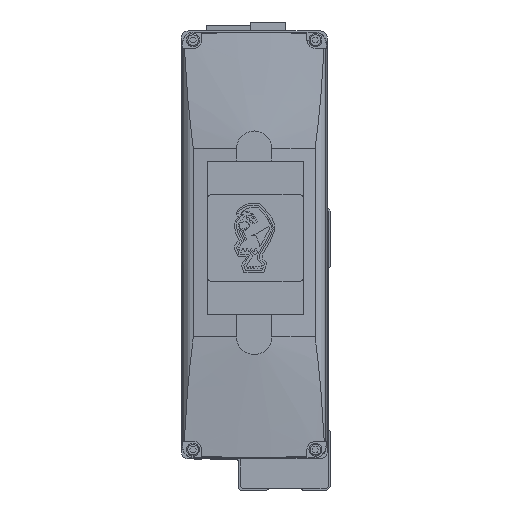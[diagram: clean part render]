
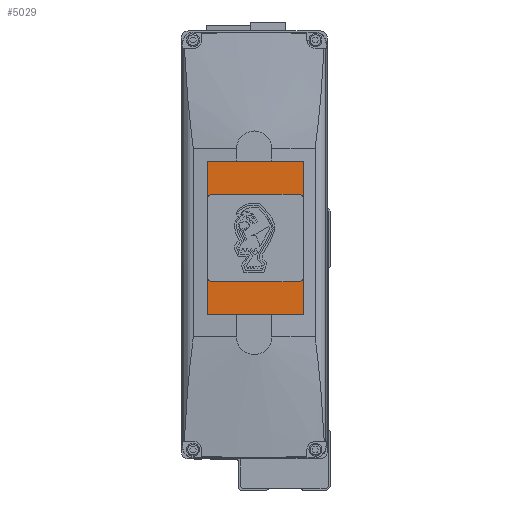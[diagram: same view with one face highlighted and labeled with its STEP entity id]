
A CAD part, left-side view. The second image highlights one B-rep face of the part: STEP entity #5029.
In plain terms, the highlighted planar face has unit normal (-1, 0, 0).
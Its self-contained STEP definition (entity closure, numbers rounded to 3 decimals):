
#2177 = CARTESIAN_POINT ( 'NONE',  ( -43., -21.024, 14.734 ) ) ;
#2392 = CARTESIAN_POINT ( 'NONE',  ( -43., -21.024, 14.734 ) ) ;
#2483 = CARTESIAN_POINT ( 'NONE',  ( -43., 19.976, 14.734 ) ) ;
#2885 = CARTESIAN_POINT ( 'NONE',  ( -43., 0., 0. ) ) ;
#3707 = CARTESIAN_POINT ( 'NONE',  ( -43., 19.976, 79.734 ) ) ;
#4896 = VERTEX_POINT ( 'NONE', #2392 ) ;
#5029 = ADVANCED_FACE ( 'NONE', ( #27532 ), #8383, .F. ) ;
#5453 = CARTESIAN_POINT ( 'NONE',  ( -43., -21.024, 79.734 ) ) ;
#5592 = DIRECTION ( 'NONE',  ( 0., 0., -1. ) ) ;
#6610 = EDGE_CURVE ( 'NONE', #11960, #4896, #21742, .T. ) ;
#8050 = LINE ( 'NONE', #27820, #19989 ) ;
#8383 = PLANE ( 'NONE',  #13196 ) ;
#8826 = EDGE_CURVE ( 'NONE', #4896, #20699, #21967, .T. ) ;
#11624 = CARTESIAN_POINT ( 'NONE',  ( -43., -21.024, 79.734 ) ) ;
#11960 = VERTEX_POINT ( 'NONE', #2483 ) ;
#12060 = DIRECTION ( 'NONE',  ( 0., 0., 1. ) ) ;
#13196 = AXIS2_PLACEMENT_3D ( 'NONE', #2885, #30275, #25086 ) ;
#13404 = ORIENTED_EDGE ( 'NONE', *, *, #20824, .T. ) ;
#14110 = DIRECTION ( 'NONE',  ( 0., -1., 0. ) ) ;
#14259 = VECTOR ( 'NONE', #14672, 1000. ) ;
#14427 = CARTESIAN_POINT ( 'NONE',  ( -43., -21.024, 14.734 ) ) ;
#14672 = DIRECTION ( 'NONE',  ( 0., 1., 0. ) ) ;
#16060 = ORIENTED_EDGE ( 'NONE', *, *, #8826, .T. ) ;
#17773 = ORIENTED_EDGE ( 'NONE', *, *, #6610, .T. ) ;
#18210 = ORIENTED_EDGE ( 'NONE', *, *, #21021, .T. ) ;
#19682 = EDGE_LOOP ( 'NONE', ( #13404, #18210, #17773, #16060 ) ) ;
#19989 = VECTOR ( 'NONE', #5592, 1000. ) ;
#20699 = VERTEX_POINT ( 'NONE', #11624 ) ;
#20824 = EDGE_CURVE ( 'NONE', #20699, #29007, #27340, .T. ) ;
#21021 = EDGE_CURVE ( 'NONE', #29007, #11960, #8050, .T. ) ;
#21742 = LINE ( 'NONE', #14427, #30247 ) ;
#21967 = LINE ( 'NONE', #2177, #23002 ) ;
#23002 = VECTOR ( 'NONE', #12060, 1000. ) ;
#25086 = DIRECTION ( 'NONE',  ( 0., 0., -1. ) ) ;
#27340 = LINE ( 'NONE', #5453, #14259 ) ;
#27532 = FACE_OUTER_BOUND ( 'NONE', #19682, .T. ) ;
#27820 = CARTESIAN_POINT ( 'NONE',  ( -43., 19.976, 14.734 ) ) ;
#29007 = VERTEX_POINT ( 'NONE', #3707 ) ;
#30247 = VECTOR ( 'NONE', #14110, 1000. ) ;
#30275 = DIRECTION ( 'NONE',  ( 1., 0., 0. ) ) ;
